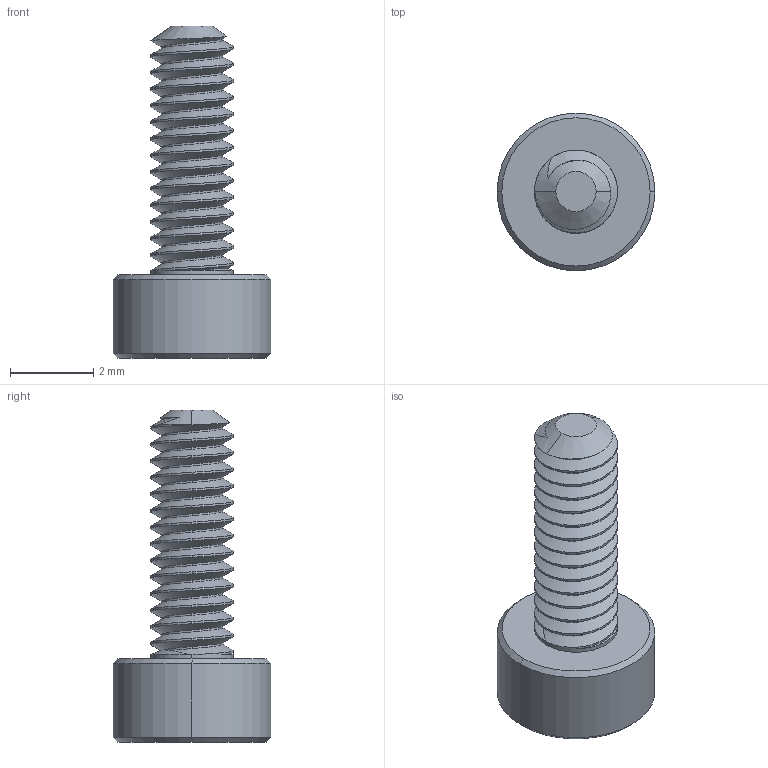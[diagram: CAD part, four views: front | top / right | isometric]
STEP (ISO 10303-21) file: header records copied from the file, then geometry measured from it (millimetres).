
FILE_DESCRIPTION (( 'STEP AP203' ), '1' );
FILE_NAME ('91290A013_BLACK-OXIDE CLASS 12.9 SOCKET HEAD CAP SCREW.step', '2019-10-07T21:23:12', ( '' ), ( '' ), 'SwSTEP 2.0', 'SolidWorks 2017', '' );
FILE_SCHEMA (( 'CONFIG_CONTROL_DESIGN' ));
Length unit declared in the file: millimetre
Products named in the file (1): 91290A013_BLACK-OXIDE CLASS 12.9 SOCKET HEAD CAP SCREW
Bounding box: 3.8 x 3.8 x 8 mm (x, y, z)
Volume: 34.6 mm3; surface area: 105 mm2
Topology: 1 solids, 1 shells, 88 faces, 235 edges, 151 vertices
Faces by surface type: cylinder 60, cone 16, plane 10, bspline 2
Entity records: 4249 total; most frequent: CARTESIAN_POINT 2338, ORIENTED_EDGE 470, DIRECTION 306, EDGE_CURVE 235, VERTEX_POINT 151, AXIS2_PLACEMENT_3D 113, EDGE_LOOP 90, ADVANCED_FACE 88
